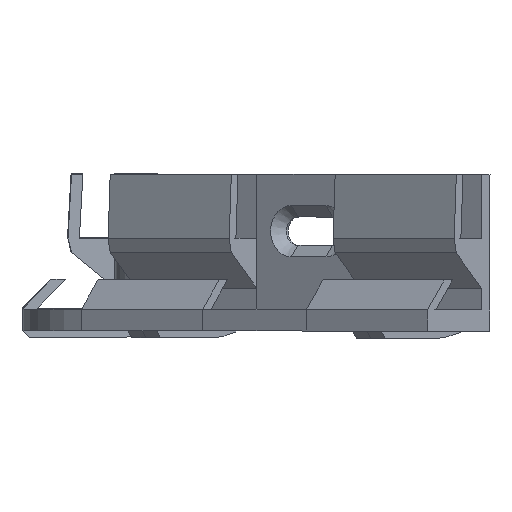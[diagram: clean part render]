
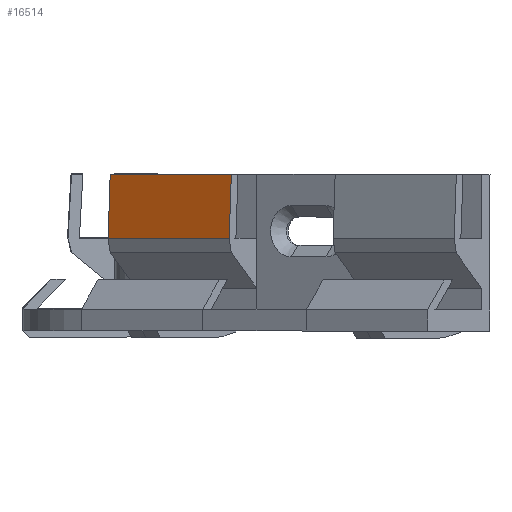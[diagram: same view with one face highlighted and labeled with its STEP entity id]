
A CAD part, left-side view. The second image highlights one B-rep face of the part: STEP entity #16514.
In plain terms, the highlighted face is planar.
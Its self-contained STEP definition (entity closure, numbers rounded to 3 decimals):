
#14619 = PLANE('',#14620);
#14620 = AXIS2_PLACEMENT_3D('',#14621,#14622,#14623);
#14621 = CARTESIAN_POINT('',(-10.5,5.766,9.503));
#14622 = DIRECTION('',(-1.,0.,0.));
#14623 = DIRECTION('',(0.,0.,1.));
#15053 = PLANE('',#15054);
#15054 = AXIS2_PLACEMENT_3D('',#15055,#15056,#15057);
#15055 = CARTESIAN_POINT('',(10.5,5.766,9.503));
#15056 = DIRECTION('',(-1.,0.,0.));
#15057 = DIRECTION('',(0.,0.,1.));
#15313 = VERTEX_POINT('',#15314);
#15314 = CARTESIAN_POINT('',(-10.5,8.1,22.));
#15328 = PLANE('',#15329);
#15329 = AXIS2_PLACEMENT_3D('',#15330,#15331,#15332);
#15330 = CARTESIAN_POINT('',(0.,6.5,22.));
#15331 = DIRECTION('',(0.,0.,-1.));
#15332 = DIRECTION('',(0.,1.,0.));
#15340 = EDGE_CURVE('',#15313,#15341,#15343,.T.);
#15341 = VERTEX_POINT('',#15342);
#15342 = CARTESIAN_POINT('',(-10.5,8.6,13.));
#15343 = SURFACE_CURVE('',#15344,(#15348,#15355),.PCURVE_S1.);
#15344 = LINE('',#15345,#15346);
#15345 = CARTESIAN_POINT('',(-10.5,8.1,22.));
#15346 = VECTOR('',#15347,1.);
#15347 = DIRECTION('',(0.,0.055,-0.998));
#15348 = PCURVE('',#14619,#15349);
#15349 = DEFINITIONAL_REPRESENTATION('',(#15350),#15354);
#15350 = LINE('',#15351,#15352);
#15351 = CARTESIAN_POINT('',(12.497,2.334));
#15352 = VECTOR('',#15353,1.);
#15353 = DIRECTION('',(-0.998,0.055));
#15354 = ( GEOMETRIC_REPRESENTATION_CONTEXT(2) 
PARAMETRIC_REPRESENTATION_CONTEXT() REPRESENTATION_CONTEXT('2D SPACE',''
  ) );
#15355 = PCURVE('',#15356,#15361);
#15356 = PLANE('',#15357);
#15357 = AXIS2_PLACEMENT_3D('',#15358,#15359,#15360);
#15358 = CARTESIAN_POINT('',(0.,8.1,22.));
#15359 = DIRECTION('',(-0.,-0.998,-0.055));
#15360 = DIRECTION('',(0.,0.055,-0.998));
#15361 = DEFINITIONAL_REPRESENTATION('',(#15362),#15366);
#15362 = LINE('',#15363,#15364);
#15363 = CARTESIAN_POINT('',(0.,-10.5));
#15364 = VECTOR('',#15365,1.);
#15365 = DIRECTION('',(1.,0.));
#15366 = ( GEOMETRIC_REPRESENTATION_CONTEXT(2) 
PARAMETRIC_REPRESENTATION_CONTEXT() REPRESENTATION_CONTEXT('2D SPACE',''
  ) );
#15384 = PLANE('',#15385);
#15385 = AXIS2_PLACEMENT_3D('',#15386,#15387,#15388);
#15386 = CARTESIAN_POINT('',(0.,8.6,13.));
#15387 = DIRECTION('',(0.,-0.97,0.243));
#15388 = DIRECTION('',(-0.,-0.243,-0.97));
#16159 = VERTEX_POINT('',#16160);
#16160 = CARTESIAN_POINT('',(10.5,8.1,22.));
#16181 = EDGE_CURVE('',#16159,#16182,#16184,.T.);
#16182 = VERTEX_POINT('',#16183);
#16183 = CARTESIAN_POINT('',(10.5,8.6,13.));
#16184 = SURFACE_CURVE('',#16185,(#16189,#16196),.PCURVE_S1.);
#16185 = LINE('',#16186,#16187);
#16186 = CARTESIAN_POINT('',(10.5,8.1,22.));
#16187 = VECTOR('',#16188,1.);
#16188 = DIRECTION('',(0.,0.055,-0.998));
#16189 = PCURVE('',#15053,#16190);
#16190 = DEFINITIONAL_REPRESENTATION('',(#16191),#16195);
#16191 = LINE('',#16192,#16193);
#16192 = CARTESIAN_POINT('',(12.497,2.334));
#16193 = VECTOR('',#16194,1.);
#16194 = DIRECTION('',(-0.998,0.055));
#16195 = ( GEOMETRIC_REPRESENTATION_CONTEXT(2) 
PARAMETRIC_REPRESENTATION_CONTEXT() REPRESENTATION_CONTEXT('2D SPACE',''
  ) );
#16196 = PCURVE('',#15356,#16197);
#16197 = DEFINITIONAL_REPRESENTATION('',(#16198),#16202);
#16198 = LINE('',#16199,#16200);
#16199 = CARTESIAN_POINT('',(0.,10.5));
#16200 = VECTOR('',#16201,1.);
#16201 = DIRECTION('',(1.,0.));
#16202 = ( GEOMETRIC_REPRESENTATION_CONTEXT(2) 
PARAMETRIC_REPRESENTATION_CONTEXT() REPRESENTATION_CONTEXT('2D SPACE',''
  ) );
#16492 = EDGE_CURVE('',#16159,#15313,#16493,.T.);
#16493 = SURFACE_CURVE('',#16494,(#16498,#16505),.PCURVE_S1.);
#16494 = LINE('',#16495,#16496);
#16495 = CARTESIAN_POINT('',(10.5,8.1,22.));
#16496 = VECTOR('',#16497,1.);
#16497 = DIRECTION('',(-1.,0.,0.));
#16498 = PCURVE('',#15328,#16499);
#16499 = DEFINITIONAL_REPRESENTATION('',(#16500),#16504);
#16500 = LINE('',#16501,#16502);
#16501 = CARTESIAN_POINT('',(1.6,10.5));
#16502 = VECTOR('',#16503,1.);
#16503 = DIRECTION('',(0.,-1.));
#16504 = ( GEOMETRIC_REPRESENTATION_CONTEXT(2) 
PARAMETRIC_REPRESENTATION_CONTEXT() REPRESENTATION_CONTEXT('2D SPACE',''
  ) );
#16505 = PCURVE('',#15356,#16506);
#16506 = DEFINITIONAL_REPRESENTATION('',(#16507),#16511);
#16507 = LINE('',#16508,#16509);
#16508 = CARTESIAN_POINT('',(0.,10.5));
#16509 = VECTOR('',#16510,1.);
#16510 = DIRECTION('',(0.,-1.));
#16511 = ( GEOMETRIC_REPRESENTATION_CONTEXT(2) 
PARAMETRIC_REPRESENTATION_CONTEXT() REPRESENTATION_CONTEXT('2D SPACE',''
  ) );
#16514 = ADVANCED_FACE('',(#16515),#15356,.F.);
#16515 = FACE_BOUND('',#16516,.F.);
#16516 = EDGE_LOOP('',(#16517,#16518,#16539,#16540));
#16517 = ORIENTED_EDGE('',*,*,#15340,.T.);
#16518 = ORIENTED_EDGE('',*,*,#16519,.F.);
#16519 = EDGE_CURVE('',#16182,#15341,#16520,.T.);
#16520 = SURFACE_CURVE('',#16521,(#16525,#16532),.PCURVE_S1.);
#16521 = LINE('',#16522,#16523);
#16522 = CARTESIAN_POINT('',(10.5,8.6,13.));
#16523 = VECTOR('',#16524,1.);
#16524 = DIRECTION('',(-1.,0.,0.));
#16525 = PCURVE('',#15356,#16526);
#16526 = DEFINITIONAL_REPRESENTATION('',(#16527),#16531);
#16527 = LINE('',#16528,#16529);
#16528 = CARTESIAN_POINT('',(9.014,10.5));
#16529 = VECTOR('',#16530,1.);
#16530 = DIRECTION('',(0.,-1.));
#16531 = ( GEOMETRIC_REPRESENTATION_CONTEXT(2) 
PARAMETRIC_REPRESENTATION_CONTEXT() REPRESENTATION_CONTEXT('2D SPACE',''
  ) );
#16532 = PCURVE('',#15384,#16533);
#16533 = DEFINITIONAL_REPRESENTATION('',(#16534),#16538);
#16534 = LINE('',#16535,#16536);
#16535 = CARTESIAN_POINT('',(-0.,10.5));
#16536 = VECTOR('',#16537,1.);
#16537 = DIRECTION('',(0.,-1.));
#16538 = ( GEOMETRIC_REPRESENTATION_CONTEXT(2) 
PARAMETRIC_REPRESENTATION_CONTEXT() REPRESENTATION_CONTEXT('2D SPACE',''
  ) );
#16539 = ORIENTED_EDGE('',*,*,#16181,.F.);
#16540 = ORIENTED_EDGE('',*,*,#16492,.T.);
